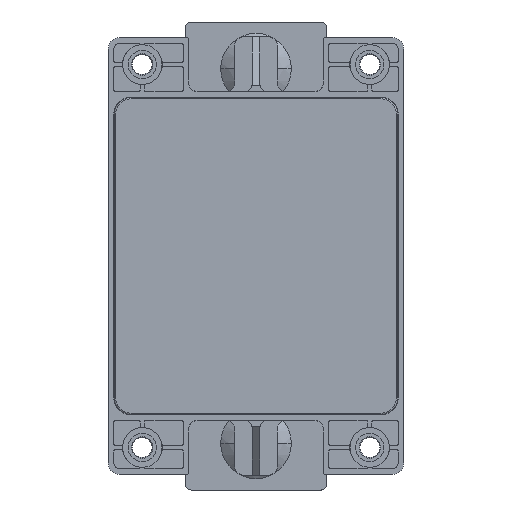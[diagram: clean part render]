
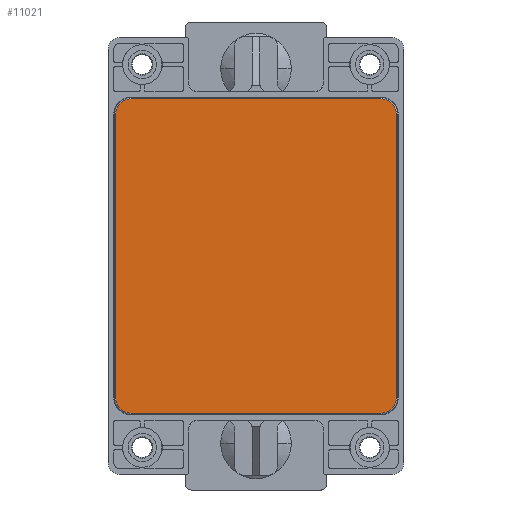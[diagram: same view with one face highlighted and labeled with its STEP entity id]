
A CAD part, front view. The second image highlights one B-rep face of the part: STEP entity #11021.
In plain terms, the highlighted planar face has unit normal (0, -1, 0).
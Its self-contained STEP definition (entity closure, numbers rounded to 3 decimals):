
#1510=PLANE('',#38587);
#4794=LINE('',#57676,#8180);
#4795=LINE('',#57680,#8181);
#4796=LINE('',#57684,#8182);
#4797=LINE('',#57688,#8183);
#8180=VECTOR('',#45990,1.);
#8181=VECTOR('',#45993,1.);
#8182=VECTOR('',#45996,1.);
#8183=VECTOR('',#45999,1.);
#11021=ADVANCED_FACE('',(#13145),#1510,.T.);
#13145=FACE_OUTER_BOUND('',#15284,.T.);
#15284=EDGE_LOOP('',(#21791,#21792,#21793,#21794,#21795,#21796,#21797,#21798));
#21791=ORIENTED_EDGE('',*,*,#32762,.T.);
#21792=ORIENTED_EDGE('',*,*,#32763,.T.);
#21793=ORIENTED_EDGE('',*,*,#32764,.T.);
#21794=ORIENTED_EDGE('',*,*,#32765,.T.);
#21795=ORIENTED_EDGE('',*,*,#32766,.T.);
#21796=ORIENTED_EDGE('',*,*,#32767,.T.);
#21797=ORIENTED_EDGE('',*,*,#32768,.T.);
#21798=ORIENTED_EDGE('',*,*,#32761,.T.);
#28447=VERTEX_POINT('',#57671);
#28448=VERTEX_POINT('',#57673);
#28449=VERTEX_POINT('',#57677);
#28450=VERTEX_POINT('',#57679);
#28451=VERTEX_POINT('',#57681);
#28452=VERTEX_POINT('',#57683);
#28453=VERTEX_POINT('',#57685);
#28454=VERTEX_POINT('',#57687);
#32761=EDGE_CURVE('',#28447,#28448,#35875,.T.);
#32762=EDGE_CURVE('',#28448,#28449,#4794,.T.);
#32763=EDGE_CURVE('',#28449,#28450,#35876,.T.);
#32764=EDGE_CURVE('',#28450,#28451,#4795,.T.);
#32765=EDGE_CURVE('',#28451,#28452,#35877,.T.);
#32766=EDGE_CURVE('',#28452,#28453,#4796,.T.);
#32767=EDGE_CURVE('',#28453,#28454,#35878,.T.);
#32768=EDGE_CURVE('',#28454,#28447,#4797,.T.);
#35875=CIRCLE('',#38582,5.5);
#35876=CIRCLE('',#38584,5.5);
#35877=CIRCLE('',#38585,5.5);
#35878=CIRCLE('',#38586,5.5);
#38582=AXIS2_PLACEMENT_3D('',#57674,#45986,#45987);
#38584=AXIS2_PLACEMENT_3D('',#57678,#45991,#45992);
#38585=AXIS2_PLACEMENT_3D('',#57682,#45994,#45995);
#38586=AXIS2_PLACEMENT_3D('',#57686,#45997,#45998);
#38587=AXIS2_PLACEMENT_3D('',#57689,#46000,#46001);
#45986=DIRECTION('',(0.,-1.,0.));
#45987=DIRECTION('',(0.,0.,-1.));
#45990=DIRECTION('',(0.,0.,1.));
#45991=DIRECTION('',(0.,-1.,0.));
#45992=DIRECTION('',(1.,0.,0.));
#45993=DIRECTION('',(-1.,0.,0.));
#45994=DIRECTION('',(0.,-1.,0.));
#45995=DIRECTION('',(0.,0.,1.));
#45996=DIRECTION('',(0.,0.,-1.));
#45997=DIRECTION('',(0.,-1.,0.));
#45998=DIRECTION('',(-1.,0.,0.));
#45999=DIRECTION('',(1.,0.,0.));
#46000=DIRECTION('',(0.,-1.,0.));
#46001=DIRECTION('',(1.,0.,0.));
#57671=CARTESIAN_POINT('',(44.2,-50.35,-55.6));
#57673=CARTESIAN_POINT('',(49.7,-50.35,-50.1));
#57674=CARTESIAN_POINT('',(44.2,-50.35,-50.1));
#57676=CARTESIAN_POINT('',(49.7,-50.35,-50.1));
#57677=CARTESIAN_POINT('',(49.7,-50.35,50.1));
#57678=CARTESIAN_POINT('',(44.2,-50.35,50.1));
#57679=CARTESIAN_POINT('',(44.2,-50.35,55.6));
#57680=CARTESIAN_POINT('',(44.2,-50.35,55.6));
#57681=CARTESIAN_POINT('',(-44.2,-50.35,55.6));
#57682=CARTESIAN_POINT('',(-44.2,-50.35,50.1));
#57683=CARTESIAN_POINT('',(-49.7,-50.35,50.1));
#57684=CARTESIAN_POINT('',(-49.7,-50.35,50.1));
#57685=CARTESIAN_POINT('',(-49.7,-50.35,-50.1));
#57686=CARTESIAN_POINT('',(-44.2,-50.35,-50.1));
#57687=CARTESIAN_POINT('',(-44.2,-50.35,-55.6));
#57688=CARTESIAN_POINT('',(-44.2,-50.35,-55.6));
#57689=CARTESIAN_POINT('',(0.,-50.35,0.));
